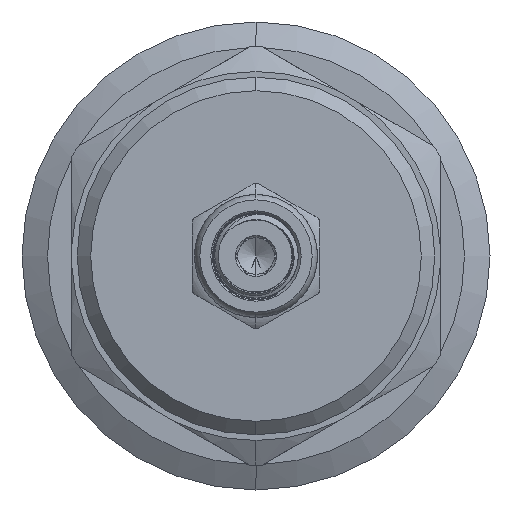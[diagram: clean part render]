
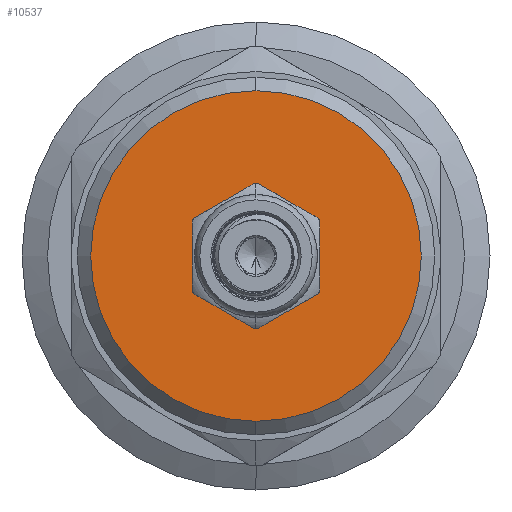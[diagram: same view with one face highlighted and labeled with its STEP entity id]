
A CAD part, left-side view. The second image highlights one B-rep face of the part: STEP entity #10537.
In plain terms, the highlighted planar face has unit normal (-1, 0, 0).
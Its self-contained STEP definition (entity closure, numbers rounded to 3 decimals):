
#669 = DIRECTION ( 'NONE',  ( 1., 0., 0. ) ) ;
#720 = ORIENTED_EDGE ( 'NONE', *, *, #14534, .T. ) ;
#1853 = AXIS2_PLACEMENT_3D ( 'NONE', #2050, #669, #11680 ) ;
#2050 = CARTESIAN_POINT ( 'NONE',  ( -20., 0., 0. ) ) ;
#2905 = CARTESIAN_POINT ( 'NONE',  ( -20., 0., -18.5 ) ) ;
#3393 = DIRECTION ( 'NONE',  ( -1., 0., 0. ) ) ;
#3433 = CIRCLE ( 'NONE', #19642, 18.5 ) ;
#3546 = ORIENTED_EDGE ( 'NONE', *, *, #14924, .T. ) ;
#5629 = CIRCLE ( 'NONE', #13031, 6.875 ) ;
#5732 = ORIENTED_EDGE ( 'NONE', *, *, #20333, .T. ) ;
#6636 = EDGE_LOOP ( 'NONE', ( #5732, #720 ) ) ;
#8281 = CARTESIAN_POINT ( 'NONE',  ( -20., 0., -6.875 ) ) ;
#9217 = CARTESIAN_POINT ( 'NONE',  ( -20., 0., 6.875 ) ) ;
#9264 = DIRECTION ( 'NONE',  ( 1., 0., 0. ) ) ;
#9515 = CARTESIAN_POINT ( 'NONE',  ( -20., 0., 0. ) ) ;
#10383 = VERTEX_POINT ( 'NONE', #8281 ) ;
#10537 = ADVANCED_FACE ( 'NONE', ( #19036, #19514 ), #12576, .T. ) ;
#11680 = DIRECTION ( 'NONE',  ( 0., 0., -1. ) ) ;
#12576 = PLANE ( 'NONE',  #14260 ) ;
#13031 = AXIS2_PLACEMENT_3D ( 'NONE', #19985, #9264, #17260 ) ;
#13175 = CARTESIAN_POINT ( 'NONE',  ( -20., 0., 0. ) ) ;
#13420 = CIRCLE ( 'NONE', #1853, 6.875 ) ;
#14260 = AXIS2_PLACEMENT_3D ( 'NONE', #9515, #3393, #17444 ) ;
#14513 = DIRECTION ( 'NONE',  ( -1., 0., 0. ) ) ;
#14534 = EDGE_CURVE ( 'NONE', #15841, #16387, #3433, .T. ) ;
#14924 = EDGE_CURVE ( 'NONE', #17157, #10383, #5629, .T. ) ;
#15261 = DIRECTION ( 'NONE',  ( 0., 0., 1. ) ) ;
#15841 = VERTEX_POINT ( 'NONE', #15992 ) ;
#15992 = CARTESIAN_POINT ( 'NONE',  ( -20., 0., 18.5 ) ) ;
#16030 = ORIENTED_EDGE ( 'NONE', *, *, #17308, .T. ) ;
#16387 = VERTEX_POINT ( 'NONE', #2905 ) ;
#16786 = AXIS2_PLACEMENT_3D ( 'NONE', #13175, #14513, #19180 ) ;
#17157 = VERTEX_POINT ( 'NONE', #9217 ) ;
#17260 = DIRECTION ( 'NONE',  ( 0., 0., -1. ) ) ;
#17308 = EDGE_CURVE ( 'NONE', #10383, #17157, #13420, .T. ) ;
#17444 = DIRECTION ( 'NONE',  ( 0., 0., 1. ) ) ;
#18322 = CARTESIAN_POINT ( 'NONE',  ( -20., 0., 0. ) ) ;
#18362 = EDGE_LOOP ( 'NONE', ( #3546, #16030 ) ) ;
#19036 = FACE_OUTER_BOUND ( 'NONE', #6636, .T. ) ;
#19062 = CIRCLE ( 'NONE', #16786, 18.5 ) ;
#19180 = DIRECTION ( 'NONE',  ( 0., 0., 1. ) ) ;
#19514 = FACE_BOUND ( 'NONE', #18362, .T. ) ;
#19642 = AXIS2_PLACEMENT_3D ( 'NONE', #18322, #19911, #15261 ) ;
#19911 = DIRECTION ( 'NONE',  ( -1., 0., 0. ) ) ;
#19985 = CARTESIAN_POINT ( 'NONE',  ( -20., 0., 0. ) ) ;
#20333 = EDGE_CURVE ( 'NONE', #16387, #15841, #19062, .T. ) ;
